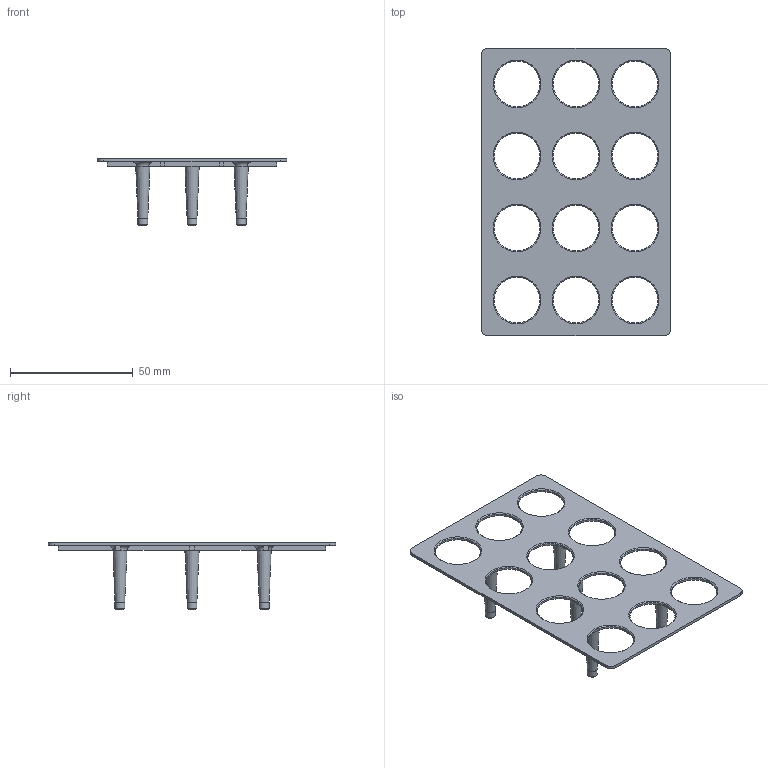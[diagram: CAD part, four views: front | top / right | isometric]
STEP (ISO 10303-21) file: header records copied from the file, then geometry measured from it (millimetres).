
FILE_DESCRIPTION(('FreeCAD Model'),'2;1');
FILE_NAME('Reception_Top.step','2021-02-16T12:19:09',('Author'),(''), 'Open CASCADE STEP processor 7.3','FreeCAD','Unknown');
FILE_SCHEMA(('AUTOMOTIVE_DESIGN { 1 0 10303 214 1 1 1 1 }'));
Length unit declared in the file: millimetre
Products named in the file (1): Reception_Top
Bounding box: 77 x 117 x 27.2 mm (x, y, z)
Volume: 10912.2 mm3; surface area: 15959.2 mm2
Topology: 1 solids, 1 shells, 125 faces, 341 edges, 220 vertices
Faces by surface type: plane 72, cone 22, cylinder 21, torus 10
Full cylindrical faces by diameter (mm): 4 x5, 18.6 x12
Entity records: 10594 total; most frequent: CARTESIAN_POINT 3827, DIRECTION 1256, LINE 747, VECTOR 747, ORIENTED_EDGE 682, PCURVE 682, DEFINITIONAL_REPRESENTATION 682, EDGE_CURVE 341
